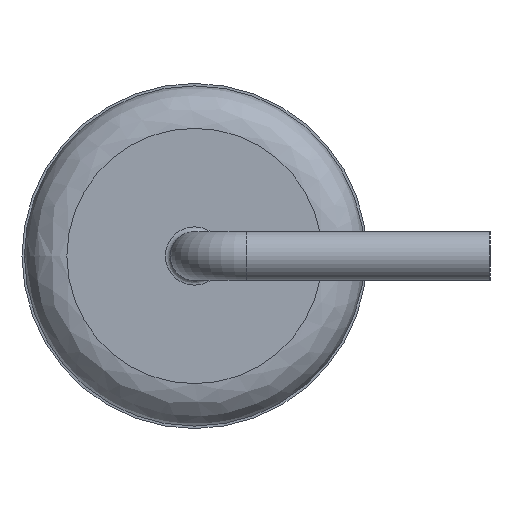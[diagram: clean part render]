
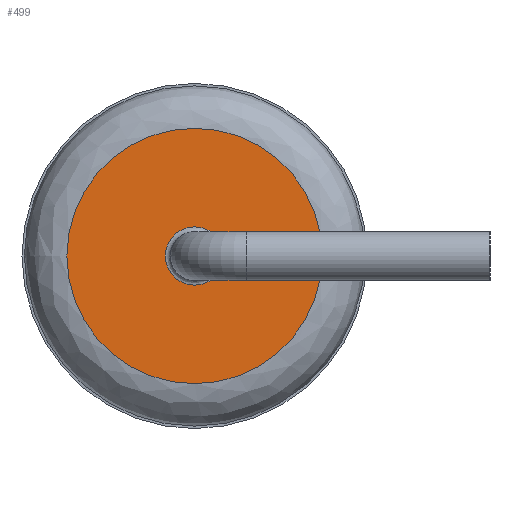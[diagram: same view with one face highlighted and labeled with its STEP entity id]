
A CAD part, left-side view. The second image highlights one B-rep face of the part: STEP entity #499.
In plain terms, the highlighted planar face has unit normal (-1, 0, 0).
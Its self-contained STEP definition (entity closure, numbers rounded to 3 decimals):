
#427 = SURFACE_OF_REVOLUTION('',#428,#433);
#428 = CIRCLE('',#429,0.1);
#429 = AXIS2_PLACEMENT_3D('',#430,#431,#432);
#430 = CARTESIAN_POINT('',(-8.586,0.6,0.));
#431 = DIRECTION('',(0.,0.,1.));
#432 = DIRECTION('',(1.,0.,0.));
#433 = AXIS1_PLACEMENT('',#434,#435);
#434 = CARTESIAN_POINT('',(0.,0.,0.));
#435 = DIRECTION('',(1.,0.,0.));
#449 = VERTEX_POINT('',#450);
#450 = CARTESIAN_POINT('',(-8.487,0.6,0.));
#472 = EDGE_CURVE('',#449,#449,#473,.T.);
#473 = SURFACE_CURVE('',#474,(#479,#486),.PCURVE_S1.);
#474 = CIRCLE('',#475,0.6);
#475 = AXIS2_PLACEMENT_3D('',#476,#477,#478);
#476 = CARTESIAN_POINT('',(-8.487,0.,0.));
#477 = DIRECTION('',(1.,0.,0.));
#478 = DIRECTION('',(0.,1.,0.));
#479 = PCURVE('',#427,#480);
#480 = DEFINITIONAL_REPRESENTATION('',(#481),#485);
#481 = LINE('',#482,#483);
#482 = CARTESIAN_POINT('',(0.,6.283));
#483 = VECTOR('',#484,1.);
#484 = DIRECTION('',(1.,0.));
#485 = ( GEOMETRIC_REPRESENTATION_CONTEXT(2) 
PARAMETRIC_REPRESENTATION_CONTEXT() REPRESENTATION_CONTEXT('2D SPACE',''
  ) );
#486 = PCURVE('',#487,#492);
#487 = PLANE('',#488);
#488 = AXIS2_PLACEMENT_3D('',#489,#490,#491);
#489 = CARTESIAN_POINT('',(-8.487,0.,0.));
#490 = DIRECTION('',(1.,0.,0.));
#491 = DIRECTION('',(0.,1.,0.));
#492 = DEFINITIONAL_REPRESENTATION('',(#493),#497);
#493 = CIRCLE('',#494,0.6);
#494 = AXIS2_PLACEMENT_2D('',#495,#496);
#495 = CARTESIAN_POINT('',(0.,0.));
#496 = DIRECTION('',(1.,-0.));
#497 = ( GEOMETRIC_REPRESENTATION_CONTEXT(2) 
PARAMETRIC_REPRESENTATION_CONTEXT() REPRESENTATION_CONTEXT('2D SPACE',''
  ) );
#499 = ADVANCED_FACE('',(#500,#503),#487,.F.);
#500 = FACE_BOUND('',#501,.T.);
#501 = EDGE_LOOP('',(#502));
#502 = ORIENTED_EDGE('',*,*,#472,.T.);
#503 = FACE_BOUND('',#504,.T.);
#504 = EDGE_LOOP('',(#505));
#505 = ORIENTED_EDGE('',*,*,#506,.F.);
#506 = EDGE_CURVE('',#507,#507,#509,.T.);
#507 = VERTEX_POINT('',#508);
#508 = CARTESIAN_POINT('',(-8.487,2.627,0.));
#509 = SURFACE_CURVE('',#510,(#515,#522),.PCURVE_S1.);
#510 = CIRCLE('',#511,2.627);
#511 = AXIS2_PLACEMENT_3D('',#512,#513,#514);
#512 = CARTESIAN_POINT('',(-8.487,0.,0.));
#513 = DIRECTION('',(1.,0.,0.));
#514 = DIRECTION('',(0.,1.,0.));
#515 = PCURVE('',#487,#516);
#516 = DEFINITIONAL_REPRESENTATION('',(#517),#521);
#517 = CIRCLE('',#518,2.627);
#518 = AXIS2_PLACEMENT_2D('',#519,#520);
#519 = CARTESIAN_POINT('',(0.,0.));
#520 = DIRECTION('',(1.,-0.));
#521 = ( GEOMETRIC_REPRESENTATION_CONTEXT(2) 
PARAMETRIC_REPRESENTATION_CONTEXT() REPRESENTATION_CONTEXT('2D SPACE',''
  ) );
#522 = PCURVE('',#523,#532);
#523 = SURFACE_OF_REVOLUTION('',#524,#529);
#524 = CIRCLE('',#525,0.873);
#525 = AXIS2_PLACEMENT_3D('',#526,#527,#528);
#526 = CARTESIAN_POINT('',(-7.613,2.627,0.));
#527 = DIRECTION('',(0.,0.,1.));
#528 = DIRECTION('',(1.,0.,0.));
#529 = AXIS1_PLACEMENT('',#530,#531);
#530 = CARTESIAN_POINT('',(0.,0.,0.));
#531 = DIRECTION('',(1.,0.,0.));
#532 = DEFINITIONAL_REPRESENTATION('',(#533),#537);
#533 = LINE('',#534,#535);
#534 = CARTESIAN_POINT('',(0.,3.142));
#535 = VECTOR('',#536,1.);
#536 = DIRECTION('',(1.,0.));
#537 = ( GEOMETRIC_REPRESENTATION_CONTEXT(2) 
PARAMETRIC_REPRESENTATION_CONTEXT() REPRESENTATION_CONTEXT('2D SPACE',''
  ) );
